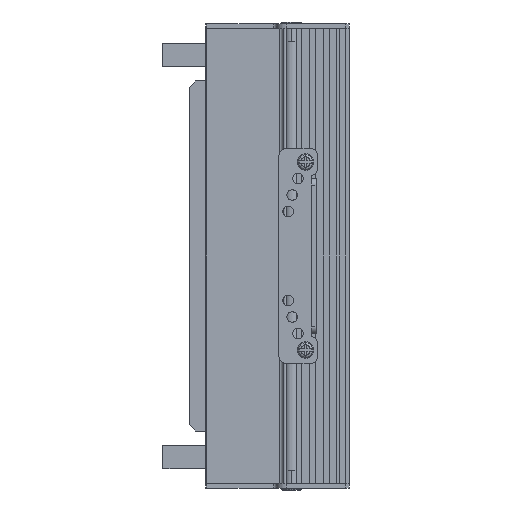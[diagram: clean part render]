
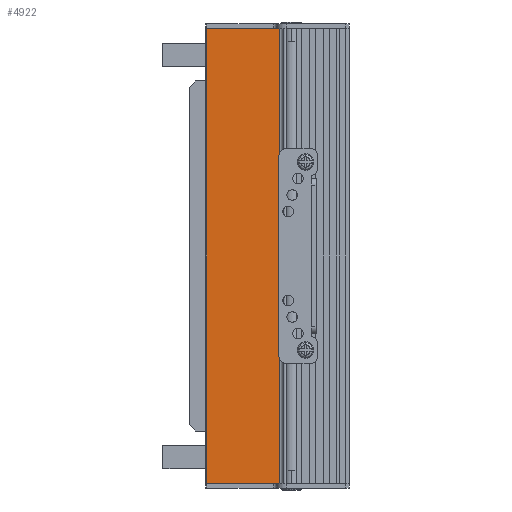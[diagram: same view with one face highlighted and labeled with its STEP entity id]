
A CAD part, left-side view. The second image highlights one B-rep face of the part: STEP entity #4922.
In plain terms, the highlighted planar face has unit normal (-1, 0, 0).
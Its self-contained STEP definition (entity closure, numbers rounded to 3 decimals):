
#1203=DIRECTION('',(0.,-1.,0.));
#1204=VECTOR('',#1203,22.111);
#1205=CARTESIAN_POINT('',(1100.17,-462.232,72.));
#1206=LINE('',#1205,#1204);
#1374=DIRECTION('',(0.,1.,0.));
#1375=VECTOR('',#1374,22.111);
#1376=CARTESIAN_POINT('',(1100.17,-484.343,-66.));
#1377=LINE('',#1376,#1375);
#2858=DIRECTION('',(0.,0.,-1.));
#2859=VECTOR('',#2858,138.);
#2860=CARTESIAN_POINT('',(1100.17,-484.343,72.));
#2861=LINE('',#2860,#2859);
#3709=DIRECTION('',(0.,0.,1.));
#3710=VECTOR('',#3709,138.);
#3711=CARTESIAN_POINT('',(1100.17,-462.232,-66.));
#3712=LINE('',#3711,#3710);
#4283=CARTESIAN_POINT('',(1100.17,-462.232,72.));
#4284=CARTESIAN_POINT('',(1100.17,-484.343,72.));
#4285=VERTEX_POINT('',#4283);
#4286=VERTEX_POINT('',#4284);
#4287=CARTESIAN_POINT('',(1100.17,-462.232,-66.));
#4288=VERTEX_POINT('',#4287);
#4289=CARTESIAN_POINT('',(1100.17,-484.343,-66.));
#4290=VERTEX_POINT('',#4289);
#4907=CARTESIAN_POINT('',(1100.17,-471.343,76.));
#4908=DIRECTION('',(1.,0.,0.));
#4909=DIRECTION('',(0.,0.,1.));
#4910=AXIS2_PLACEMENT_3D('',#4907,#4908,#4909);
#4911=PLANE('',#4910);
#4913=ORIENTED_EDGE('',*,*,#4912,.T.);
#4915=ORIENTED_EDGE('',*,*,#4914,.T.);
#4917=ORIENTED_EDGE('',*,*,#4916,.T.);
#4919=ORIENTED_EDGE('',*,*,#4918,.T.);
#4920=EDGE_LOOP('',(#4913,#4915,#4917,#4919));
#4921=FACE_OUTER_BOUND('',#4920,.F.);
#4922=ADVANCED_FACE('',(#4921),#4911,.F.);
#4912=EDGE_CURVE('',#4285,#4286,#1206,.T.);
#4914=EDGE_CURVE('',#4286,#4290,#2861,.T.);
#4916=EDGE_CURVE('',#4290,#4288,#1377,.T.);
#4918=EDGE_CURVE('',#4288,#4285,#3712,.T.);
